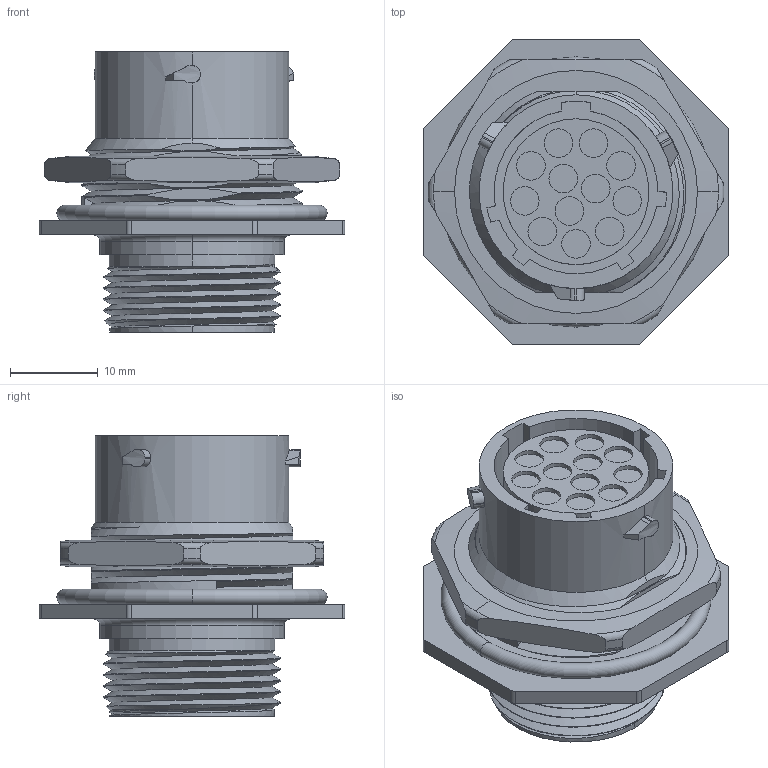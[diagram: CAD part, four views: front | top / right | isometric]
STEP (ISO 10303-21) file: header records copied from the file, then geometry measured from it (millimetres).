
FILE_DESCRIPTION((''),'2;1');
FILE_NAME('UT071412SHX_CATALOGUE','2010-11-19T',('Gsineau'),('SOURIAU'),'PRO/ENGINEER BY PARAMETRIC TECHNOLOGY CORPORATION, 2010140','PRO/ENGINEER BY PARAMETRIC TECHNOLOGY CORPORATION, 2010140','');
FILE_SCHEMA(('CONFIG_CONTROL_DESIGN'));
Length unit declared in the file: millimetre
Products named in the file (1): UT071412SHX_CATALOGUE
Bounding box: 34.9 x 34.9 x 32 mm (x, y, z)
Volume: 11688.3 mm3; surface area: 7379.2 mm2
Topology: 1 solids, 2 shells, 248 faces, 620 edges, 410 vertices
Faces by surface type: cylinder 118, plane 93, torus 18, bspline 10, cone 9
Entity records: 10098 total; most frequent: CARTESIAN_POINT 4178, ORIENTED_EDGE 1240, DIRECTION 1199, EDGE_CURVE 620, AXIS2_PLACEMENT_3D 480, VERTEX_POINT 410, EDGE_LOOP 284, FACE_OUTER_BOUND 248
